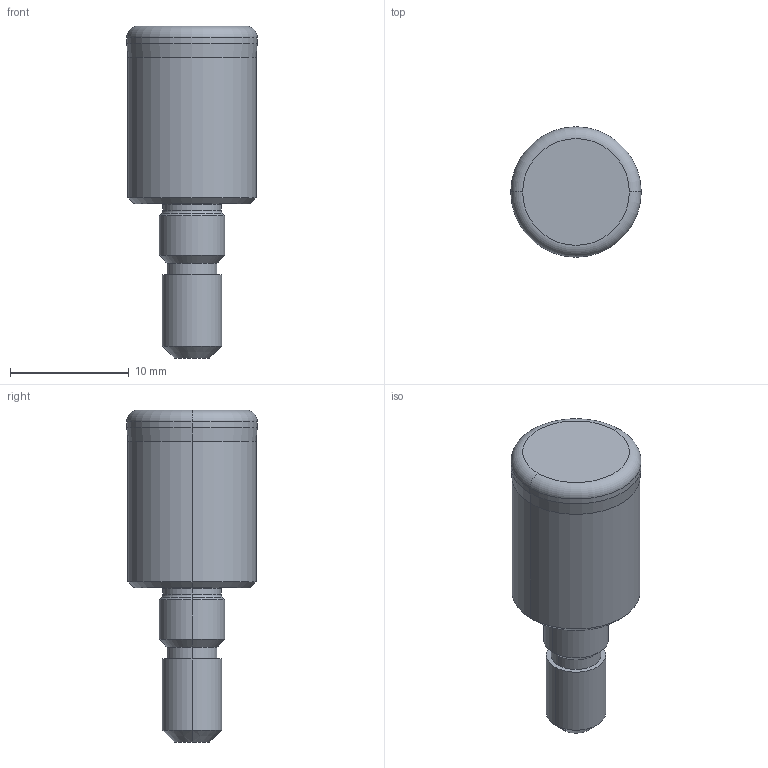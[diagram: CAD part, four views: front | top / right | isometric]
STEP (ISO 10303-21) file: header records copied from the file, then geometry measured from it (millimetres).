
FILE_DESCRIPTION (( 'STEP AP214' ), '1' );
FILE_NAME ('99802-M05-11C4.STEP', '2017-01-09T11:01:39', ( 'User' ), ( 'GENUINE' ), 'SwSTEP 2.0', 'SolidWorks 2012', '' );
FILE_SCHEMA (( 'AUTOMOTIVE_DESIGN' ));
Length unit declared in the file: millimetre
Products named in the file (1): 99802-M05-11C4
Bounding box: 11 x 11 x 28 mm (x, y, z)
Volume: 1624.8 mm3; surface area: 882.2 mm2
Topology: 1 solids, 1 shells, 34 faces, 66 edges, 36 vertices
Faces by surface type: cone 12, cylinder 12, torus 6, plane 4
Entity records: 971 total; most frequent: DIRECTION 178, CARTESIAN_POINT 137, ORIENTED_EDGE 132, AXIS2_PLACEMENT_3D 77, EDGE_CURVE 66, CIRCLE 42, VERTEX_POINT 36, EDGE_LOOP 36
